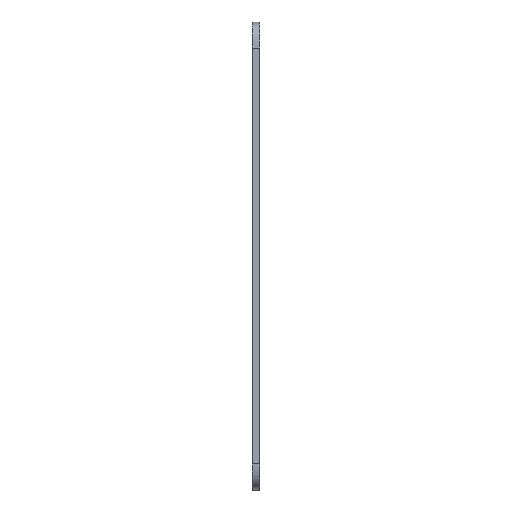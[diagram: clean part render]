
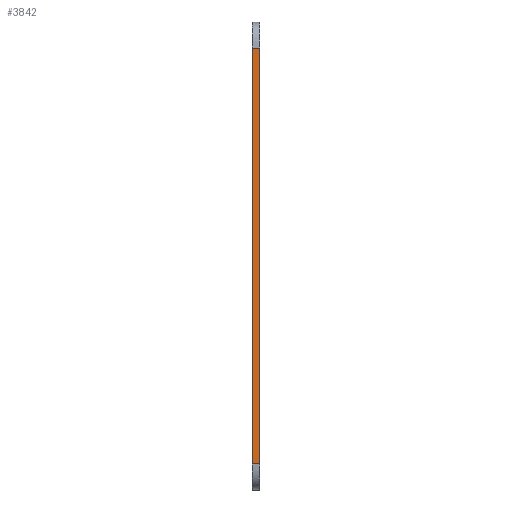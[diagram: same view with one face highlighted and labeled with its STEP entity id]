
A CAD part, left-side view. The second image highlights one B-rep face of the part: STEP entity #3842.
In plain terms, the highlighted planar face has unit normal (-1, 0, 0).
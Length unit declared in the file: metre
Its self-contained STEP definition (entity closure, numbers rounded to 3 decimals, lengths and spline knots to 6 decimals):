
#215=B_SPLINE_CURVE_WITH_KNOTS('',3,(#5671,#5672,#5673,#5674),
 .UNSPECIFIED.,.F.,.F.,(4,4),(0.,1.),.UNSPECIFIED.);
#216=B_SPLINE_CURVE_WITH_KNOTS('',3,(#5675,#5676,#5677,#5678),
 .UNSPECIFIED.,.F.,.F.,(4,4),(0.,1.),.UNSPECIFIED.);
#440=ORIENTED_EDGE('',*,*,#1600,.T.);
#441=ORIENTED_EDGE('',*,*,#1601,.T.);
#442=ORIENTED_EDGE('',*,*,#1514,.F.);
#443=ORIENTED_EDGE('',*,*,#1602,.T.);
#1514=EDGE_CURVE('',#2095,#2096,#2457,.T.);
#1600=EDGE_CURVE('',#2179,#2180,#2503,.T.);
#1601=EDGE_CURVE('',#2180,#2096,#215,.T.);
#1602=EDGE_CURVE('',#2095,#2179,#216,.T.);
#2095=VERTEX_POINT('',#5451);
#2096=VERTEX_POINT('',#5453);
#2179=VERTEX_POINT('',#5669);
#2180=VERTEX_POINT('',#5670);
#2457=LINE('',#5452,#2860);
#2503=LINE('',#5668,#2906);
#2860=VECTOR('',#4426,1.);
#2906=VECTOR('',#4518,1.);
#3233=EDGE_LOOP('',(#440,#441,#442,#443));
#3482=FACE_BOUND('',#3233,.T.);
#3713=PLANE('',#4107);
#3842=ADVANCED_FACE('',(#3482),#3713,.F.);
#4107=AXIS2_PLACEMENT_3D('',#5667,#4516,#4517);
#4426=DIRECTION('',(0.,0.,-1.));
#4516=DIRECTION('',(1.,0.,0.));
#4517=DIRECTION('',(0.,0.,-1.));
#4518=DIRECTION('',(0.,0.,-1.));
#5451=CARTESIAN_POINT('',(-0.03191,-0.0015,0.04326));
#5452=CARTESIAN_POINT('',(-0.03191,-0.0015,0.003348));
#5453=CARTESIAN_POINT('',(-0.03191,-0.0015,-0.036565));
#5667=CARTESIAN_POINT('',(-0.03191,-0.0015,0.003348));
#5668=CARTESIAN_POINT('',(-0.03191,0.,0.003348));
#5669=CARTESIAN_POINT('',(-0.03191,0.,0.04326));
#5670=CARTESIAN_POINT('',(-0.03191,0.,-0.036565));
#5671=CARTESIAN_POINT('',(-0.03191,0.,-0.036565));
#5672=CARTESIAN_POINT('',(-0.03191,-0.0005,-0.036565));
#5673=CARTESIAN_POINT('',(-0.03191,-0.001,-0.036565));
#5674=CARTESIAN_POINT('',(-0.03191,-0.0015,-0.036565));
#5675=CARTESIAN_POINT('',(-0.03191,-0.0015,0.04326));
#5676=CARTESIAN_POINT('',(-0.03191,-0.001,0.04326));
#5677=CARTESIAN_POINT('',(-0.03191,-0.0005,0.04326));
#5678=CARTESIAN_POINT('',(-0.03191,0.,0.04326));
